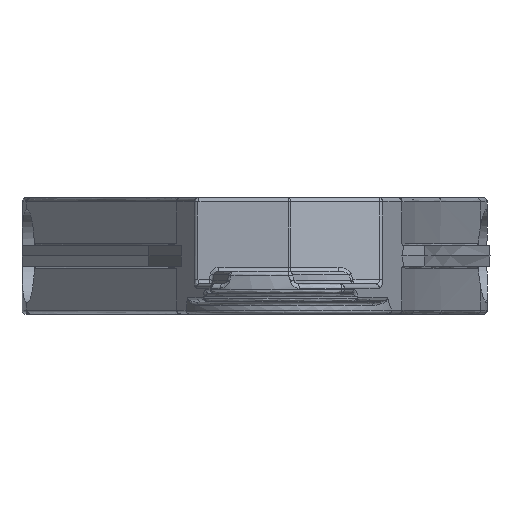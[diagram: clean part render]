
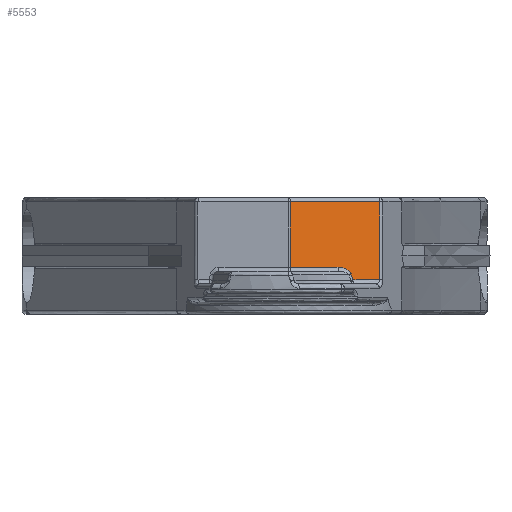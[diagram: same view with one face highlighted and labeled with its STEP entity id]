
A CAD part, left-side view. The second image highlights one B-rep face of the part: STEP entity #5553.
In plain terms, the highlighted free-form (B-spline) face has degree [1, 1] with [2, 2] control points.
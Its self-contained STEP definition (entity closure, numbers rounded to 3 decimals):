
#4766 = VERTEX_POINT('',#4767);
#4767 = CARTESIAN_POINT('',(-34.862,-0.26,
    18.907));
#4793 = EDGE_CURVE('',#4794,#4766,#4796,.T.);
#4794 = VERTEX_POINT('',#4795);
#4795 = CARTESIAN_POINT('',(-34.862,-0.26,
    -3.927));
#4796 = B_SPLINE_CURVE_WITH_KNOTS('',1,(#4797,#4798),.UNSPECIFIED.,.F.,
  .F.,(2,2),(0.,15.7),.PIECEWISE_BEZIER_KNOTS.);
#4797 = CARTESIAN_POINT('',(-34.862,-0.26,
    -3.927));
#4798 = CARTESIAN_POINT('',(-34.862,-0.26,
    18.907));
#5444 = VERTEX_POINT('',#5445);
#5445 = CARTESIAN_POINT('',(-30.396,-16.928,
    -3.927));
#5451 = EDGE_CURVE('',#5444,#5452,#5454,.T.);
#5452 = VERTEX_POINT('',#5453);
#5453 = CARTESIAN_POINT('',(-29.179,-21.471,
    -6.265));
#5454 = B_SPLINE_CURVE_WITH_KNOTS('',3,(#5455,#5456,#5457,#5458,#5459,
    #5460,#5461,#5462,#5463,#5464,#5465,#5466,#5467),.UNSPECIFIED.,.F.,
  .F.,(4,1,1,1,1,1,1,1,1,1,4),(0.,0.1,0.2,0.3,0.4,0.5,0.6,0.7,0.8,0.9,1.
    ),.QUASI_UNIFORM_KNOTS.);
#5455 = CARTESIAN_POINT('',(-30.396,-16.928,
    -3.927));
#5456 = CARTESIAN_POINT('',(-30.329,-17.177,
    -3.927));
#5457 = CARTESIAN_POINT('',(-30.2,-17.661,
    -3.952));
#5458 = CARTESIAN_POINT('',(-30.011,-18.367,
    -4.063));
#5459 = CARTESIAN_POINT('',(-29.843,-18.994,
    -4.229));
#5460 = CARTESIAN_POINT('',(-29.696,-19.542,
    -4.434));
#5461 = CARTESIAN_POINT('',(-29.568,-20.02,
    -4.67));
#5462 = CARTESIAN_POINT('',(-29.457,-20.434,
    -4.935));
#5463 = CARTESIAN_POINT('',(-29.366,-20.774,
    -5.213));
#5464 = CARTESIAN_POINT('',(-29.289,-21.061,
    -5.513));
#5465 = CARTESIAN_POINT('',(-29.221,-21.314,
    -5.876));
#5466 = CARTESIAN_POINT('',(-29.19,-21.428,
    -6.131));
#5467 = CARTESIAN_POINT('',(-29.179,-21.471,
    -6.265));
#5541 = EDGE_CURVE('',#4794,#5444,#5542,.T.);
#5542 = B_SPLINE_CURVE_WITH_KNOTS('',1,(#5543,#5544),.UNSPECIFIED.,.F.,
  .F.,(2,2),(0.,11.864),
  .PIECEWISE_BEZIER_KNOTS.);
#5543 = CARTESIAN_POINT('',(-34.862,-0.26,
    -3.927));
#5544 = CARTESIAN_POINT('',(-30.396,-16.928,
    -3.927));
#5553 = ADVANCED_FACE('',(#5554),#5589,.F.);
#5554 = FACE_BOUND('',#5555,.F.);
#5555 = EDGE_LOOP('',(#5556,#5557,#5558,#5565,#5572,#5579,#5588));
#5556 = ORIENTED_EDGE('',*,*,#5541,.F.);
#5557 = ORIENTED_EDGE('',*,*,#4793,.T.);
#5558 = ORIENTED_EDGE('',*,*,#5559,.T.);
#5559 = EDGE_CURVE('',#4766,#5560,#5562,.T.);
#5560 = VERTEX_POINT('',#5561);
#5561 = CARTESIAN_POINT('',(-26.476,-31.558,
    18.907));
#5562 = B_SPLINE_CURVE_WITH_KNOTS('',1,(#5563,#5564),.UNSPECIFIED.,.F.,
  .F.,(2,2),(0.,22.279),.PIECEWISE_BEZIER_KNOTS.);
#5563 = CARTESIAN_POINT('',(-34.862,-0.26,
    18.907));
#5564 = CARTESIAN_POINT('',(-26.476,-31.558,
    18.907));
#5565 = ORIENTED_EDGE('',*,*,#5566,.F.);
#5566 = EDGE_CURVE('',#5567,#5560,#5569,.T.);
#5567 = VERTEX_POINT('',#5568);
#5568 = CARTESIAN_POINT('',(-26.476,-31.558,
    -8.29));
#5569 = B_SPLINE_CURVE_WITH_KNOTS('',1,(#5570,#5571),.UNSPECIFIED.,.F.,
  .F.,(2,2),(0.,18.7),.PIECEWISE_BEZIER_KNOTS.);
#5570 = CARTESIAN_POINT('',(-26.476,-31.558,
    -8.29));
#5571 = CARTESIAN_POINT('',(-26.476,-31.558,
    18.907));
#5572 = ORIENTED_EDGE('',*,*,#5573,.F.);
#5573 = EDGE_CURVE('',#5574,#5567,#5576,.T.);
#5574 = VERTEX_POINT('',#5575);
#5575 = CARTESIAN_POINT('',(-29.002,-22.132,
    -8.29));
#5576 = B_SPLINE_CURVE_WITH_KNOTS('',1,(#5577,#5578),.UNSPECIFIED.,.F.,
  .F.,(2,2),(0.,6.709),.PIECEWISE_BEZIER_KNOTS.);
#5577 = CARTESIAN_POINT('',(-29.002,-22.132,
    -8.29));
#5578 = CARTESIAN_POINT('',(-26.476,-31.558,
    -8.29));
#5579 = ORIENTED_EDGE('',*,*,#5580,.F.);
#5580 = EDGE_CURVE('',#5452,#5574,#5581,.T.);
#5581 = B_SPLINE_CURVE_WITH_KNOTS('',3,(#5582,#5583,#5584,#5585,#5586,
    #5587),.UNSPECIFIED.,.F.,.F.,(4,1,1,4),(0.,0.333,
    0.667,1.),.UNSPECIFIED.);
#5582 = CARTESIAN_POINT('',(-29.179,-21.471,
    -6.265));
#5583 = CARTESIAN_POINT('',(-29.159,-21.544,
    -6.49));
#5584 = CARTESIAN_POINT('',(-29.12,-21.691,
    -6.94));
#5585 = CARTESIAN_POINT('',(-29.061,-21.911,
    -7.615));
#5586 = CARTESIAN_POINT('',(-29.021,-22.059,
    -8.065));
#5587 = CARTESIAN_POINT('',(-29.002,-22.132,
    -8.29));
#5588 = ORIENTED_EDGE('',*,*,#5451,.F.);
#5589 = B_SPLINE_SURFACE_WITH_KNOTS('',1,1,(
    (#5590,#5591)
    ,(#5592,#5593
    )),.UNSPECIFIED.,.F.,.F.,.F.,(2,2),(2,2),(0.521,
    22.799),(-19.7,-1.),.PIECEWISE_BEZIER_KNOTS.);
#5590 = CARTESIAN_POINT('',(-26.476,-31.558,
    -8.29));
#5591 = CARTESIAN_POINT('',(-26.476,-31.558,
    18.907));
#5592 = CARTESIAN_POINT('',(-34.862,-0.26,
    -8.29));
#5593 = CARTESIAN_POINT('',(-34.862,-0.26,
    18.907));
